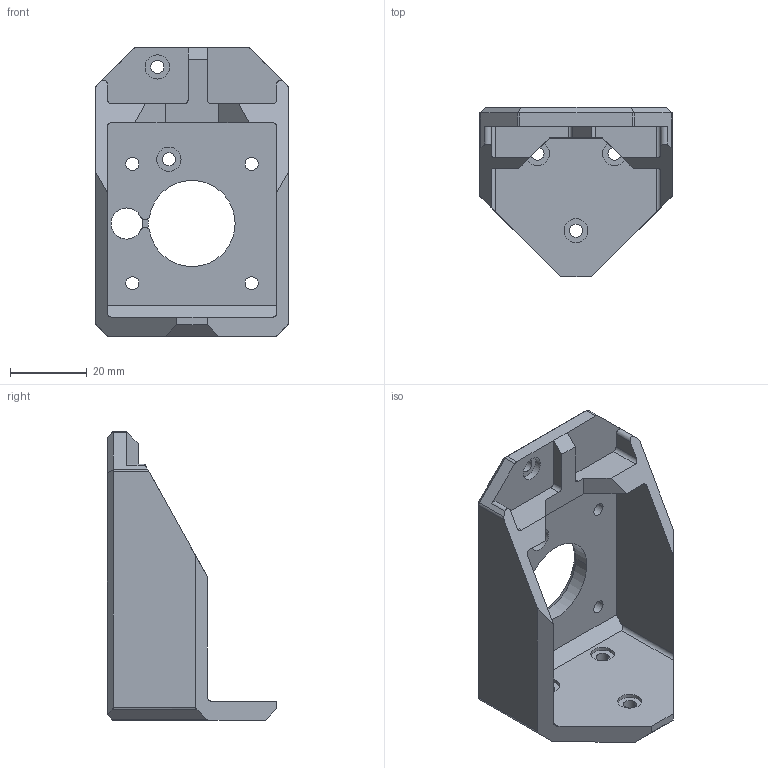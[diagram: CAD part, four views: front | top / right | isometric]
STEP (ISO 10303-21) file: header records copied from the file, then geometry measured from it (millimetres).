
FILE_DESCRIPTION (( 'STEP AP203' ), '1' );
FILE_NAME ('Z_Axis_Bottom_LEFT.STEP', '2022-06-12T13:34:13', ( '' ), ( '' ), 'SwSTEP 2.0', 'SolidWorks 2020', '' );
FILE_SCHEMA (( 'CONFIG_CONTROL_DESIGN' ));
Length unit declared in the file: millimetre
Products named in the file (1): Z_Axis_Bottom_LEFT
Bounding box: 50 x 44 x 75 mm (x, y, z)
Volume: 30276.1 mm3; surface area: 15825 mm2
Topology: 1 solids, 1 shells, 116 faces, 325 edges, 215 vertices
Faces by surface type: cylinder 53, plane 47, cone 16
Entity records: 3899 total; most frequent: CARTESIAN_POINT 763, ORIENTED_EDGE 650, DIRECTION 642, EDGE_CURVE 325, AXIS2_PLACEMENT_3D 232, VERTEX_POINT 215, LINE 178, VECTOR 178
